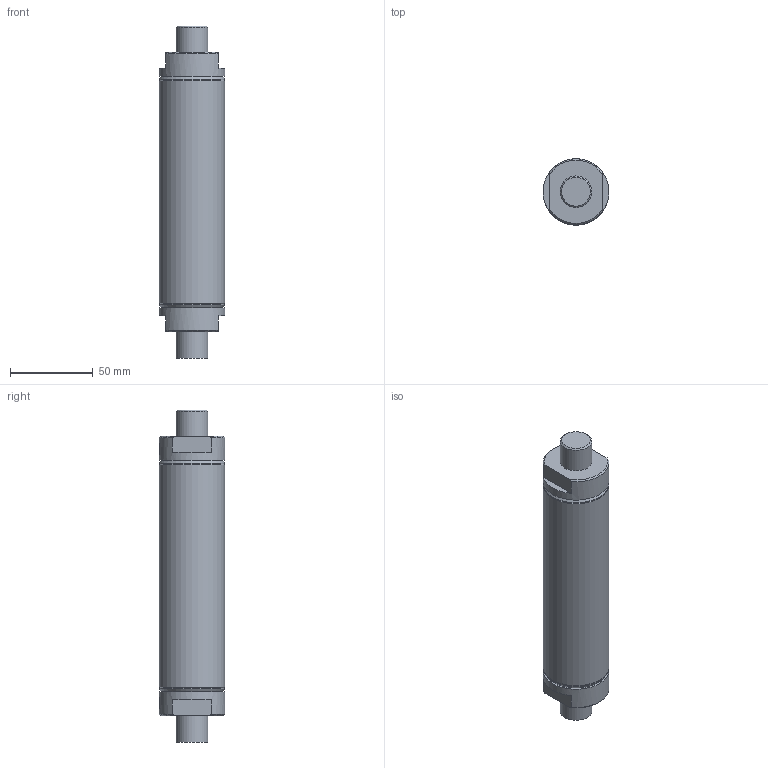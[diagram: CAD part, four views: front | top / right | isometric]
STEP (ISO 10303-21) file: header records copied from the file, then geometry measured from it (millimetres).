
FILE_DESCRIPTION(/* description */ (''),/* implementation_level */ '2;1');
FILE_NAME(/* name */ 'Reservoir.ipt.step',/* time_stamp */ '2020-04-16T23:13:46-04:00',/* author */ ('Jordan'),/* organization */ (''),/* preprocessor_version */ 'ST-DEVELOPER v17',/* originating_system */ 'Autodesk Inventor 2019',/* authorisation */ '');
FILE_SCHEMA (('AUTOMOTIVE_DESIGN { 1 0 10303 214 3 1 1 }'));
Length unit declared in the file: inch
Products named in the file (1): Reservoir
Bounding box: 39.75 x 39.75 x 200.03 mm (x, y, z)
Volume: 212212.5 mm3; surface area: 26970.4 mm2
Topology: 1 solids, 1 shells, 36 faces, 92 edges, 66 vertices
Faces by surface type: plane 18, cylinder 9, cone 7, torus 2
Full cylindrical faces by diameter (mm): 9.525 x2, 19.05 x2, 39.751 x5
Entity records: 1243 total; most frequent: CARTESIAN_POINT 281, DIRECTION 206, ORIENTED_EDGE 184, EDGE_CURVE 92, AXIS2_PLACEMENT_3D 89, VERTEX_POINT 66, CIRCLE 52, EDGE_LOOP 44
